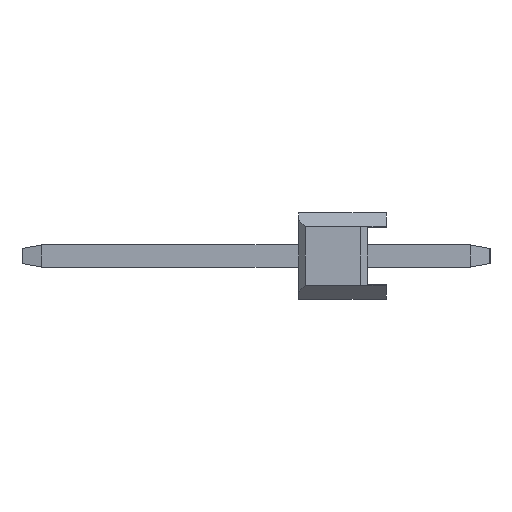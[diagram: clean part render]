
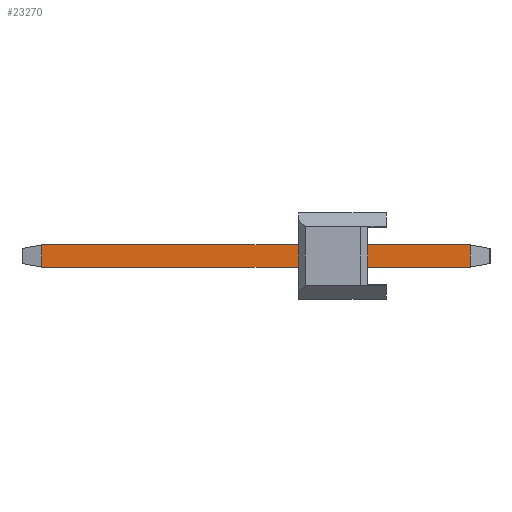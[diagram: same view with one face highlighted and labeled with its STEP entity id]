
A CAD part, left-side view. The second image highlights one B-rep face of the part: STEP entity #23270.
In plain terms, the highlighted planar face has unit normal (-1, 0, 0).
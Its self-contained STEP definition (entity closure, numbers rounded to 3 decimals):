
#484 = CARTESIAN_POINT ( 'NONE',  ( -0.32, -2.433, -0.32 ) ) ;
#684 = ORIENTED_EDGE ( 'NONE', *, *, #18439, .T. ) ;
#688 = LINE ( 'NONE', #14400, #6133 ) ;
#1500 = EDGE_CURVE ( 'NONE', #30788, #36196, #688, .T. ) ;
#4307 = AXIS2_PLACEMENT_3D ( 'NONE', #44035, #13241, #26966 ) ;
#5128 = ORIENTED_EDGE ( 'NONE', *, *, #1500, .T. ) ;
#6133 = VECTOR ( 'NONE', #28134, 1000. ) ;
#6321 = DIRECTION ( 'NONE',  ( 0., 0., -1. ) ) ;
#7140 = LINE ( 'NONE', #20847, #22458 ) ;
#12088 = LINE ( 'NONE', #25811, #36122 ) ;
#13241 = DIRECTION ( 'NONE',  ( 1., 0., 0. ) ) ;
#13774 = EDGE_CURVE ( 'NONE', #19333, #30314, #12088, .T. ) ;
#14400 = CARTESIAN_POINT ( 'NONE',  ( -0.32, 10.54, -0.32 ) ) ;
#15898 = ORIENTED_EDGE ( 'NONE', *, *, #17933, .T. ) ;
#16606 = FACE_OUTER_BOUND ( 'NONE', #36296, .T. ) ;
#17933 = EDGE_CURVE ( 'NONE', #19333, #30788, #23416, .T. ) ;
#18439 = EDGE_CURVE ( 'NONE', #36196, #30314, #7140, .T. ) ;
#19333 = VERTEX_POINT ( 'NONE', #26931 ) ;
#20847 = CARTESIAN_POINT ( 'NONE',  ( -0.32, -2.433, 0.32 ) ) ;
#22458 = VECTOR ( 'NONE', #34570, 1000. ) ;
#23270 = ADVANCED_FACE ( 'NONE', ( #16606 ), #30349, .F. ) ;
#23416 = LINE ( 'NONE', #37125, #28177 ) ;
#25463 = CARTESIAN_POINT ( 'NONE',  ( -0.32, 9.973, -0.32 ) ) ;
#25811 = CARTESIAN_POINT ( 'NONE',  ( -0.32, 10.54, 0.32 ) ) ;
#26931 = CARTESIAN_POINT ( 'NONE',  ( -0.32, 9.973, 0.32 ) ) ;
#26966 = DIRECTION ( 'NONE',  ( 0., 0., -1. ) ) ;
#27629 = CARTESIAN_POINT ( 'NONE',  ( -0.32, -2.433, 0.32 ) ) ;
#28134 = DIRECTION ( 'NONE',  ( 0., -1., 0. ) ) ;
#28177 = VECTOR ( 'NONE', #6321, 1000. ) ;
#30314 = VERTEX_POINT ( 'NONE', #27629 ) ;
#30349 = PLANE ( 'NONE',  #4307 ) ;
#30788 = VERTEX_POINT ( 'NONE', #25463 ) ;
#31779 = ORIENTED_EDGE ( 'NONE', *, *, #13774, .F. ) ;
#34570 = DIRECTION ( 'NONE',  ( 0., 0., 1. ) ) ;
#36122 = VECTOR ( 'NONE', #39504, 1000. ) ;
#36196 = VERTEX_POINT ( 'NONE', #484 ) ;
#36296 = EDGE_LOOP ( 'NONE', ( #5128, #684, #31779, #15898 ) ) ;
#37125 = CARTESIAN_POINT ( 'NONE',  ( -0.32, 9.973, -0.32 ) ) ;
#39504 = DIRECTION ( 'NONE',  ( 0., -1., 0. ) ) ;
#44035 = CARTESIAN_POINT ( 'NONE',  ( -0.32, 10.54, 0.32 ) ) ;
